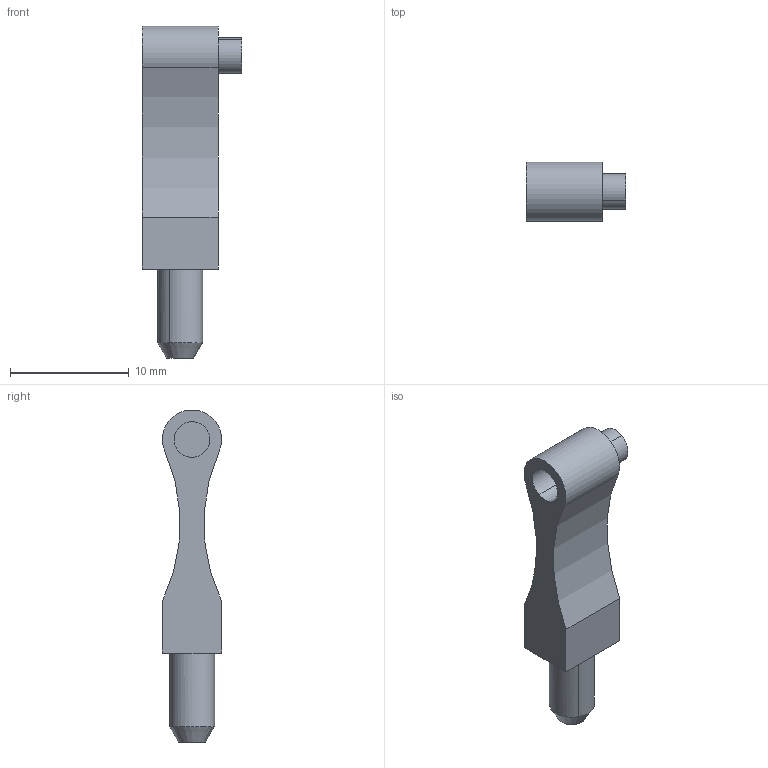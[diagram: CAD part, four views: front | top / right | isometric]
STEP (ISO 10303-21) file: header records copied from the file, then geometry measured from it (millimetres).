
FILE_DESCRIPTION(('CATIA V5R20 STEP214'),'2;1');
FILE_NAME ('6657792_2', '2014-12-10T12:04:34+00:00', ('Weidmueller Interface'), ('Weidmueller'), 'CATIA Version 5 Release 20 SP 5 (IN-10)', 'CATIA V5 STEP AP214', 'none');
FILE_SCHEMA(('AUTOMOTIVE_DESIGN { 1 0 10303 214 1 1 1 1 }'));
Length unit declared in the file: millimetre
Products named in the file (1): 1865410000_RAHE_LN_WDT1-5
Bounding box: 8.4 x 5 x 27.99 mm (x, y, z)
Volume: 548.1 mm3; surface area: 585.8 mm2
Topology: 1 solids, 1 shells, 20 faces, 46 edges, 30 vertices
Faces by surface type: cylinder 9, plane 9, cone 2
Entity records: 558 total; most frequent: CARTESIAN_POINT 93, ORIENTED_EDGE 92, DIRECTION 78, EDGE_CURVE 46, AXIS2_PLACEMENT_3D 39, VERTEX_POINT 30, VECTOR 24, LINE 24
